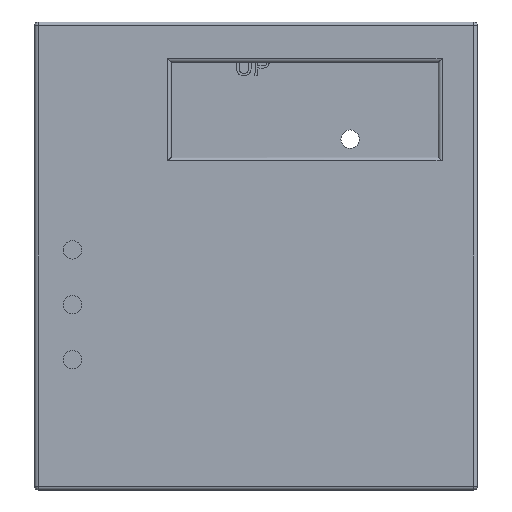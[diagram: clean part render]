
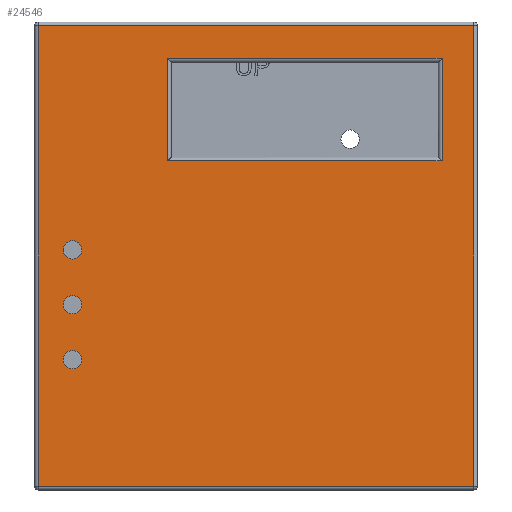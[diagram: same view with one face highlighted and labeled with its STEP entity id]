
A CAD part, front view. The second image highlights one B-rep face of the part: STEP entity #24546.
In plain terms, the highlighted planar face has unit normal (0, -1, 0).
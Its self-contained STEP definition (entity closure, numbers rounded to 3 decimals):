
#2206=FACE_BOUND('',#5159,.T.);
#2207=FACE_BOUND('',#5160,.T.);
#2208=FACE_BOUND('',#5161,.T.);
#2209=FACE_BOUND('',#5162,.T.);
#2372=CIRCLE('',#25344,2.5);
#2373=CIRCLE('',#25345,2.5);
#2374=CIRCLE('',#25346,2.5);
#3735=FACE_OUTER_BOUND('',#5158,.T.);
#5158=EDGE_LOOP('',(#22518,#22519,#22520,#22521));
#5159=EDGE_LOOP('',(#22522,#22523,#22524,#22525));
#5160=EDGE_LOOP('',(#22526));
#5161=EDGE_LOOP('',(#22527));
#5162=EDGE_LOOP('',(#22528));
#7249=LINE('',#48079,#9340);
#7252=LINE('',#48083,#9343);
#7257=LINE('',#48097,#9348);
#7259=LINE('',#48100,#9350);
#7267=LINE('',#48121,#9358);
#7268=LINE('',#48123,#9359);
#7269=LINE('',#48125,#9360);
#7270=LINE('',#48126,#9361);
#9340=VECTOR('',#28892,10.);
#9343=VECTOR('',#28897,10.);
#9348=VECTOR('',#28912,10.);
#9350=VECTOR('',#28916,10.);
#9358=VECTOR('',#28938,10.);
#9359=VECTOR('',#28939,10.);
#9360=VECTOR('',#28940,10.);
#9361=VECTOR('',#28941,10.);
#11751=VERTEX_POINT('',#48054);
#11754=VERTEX_POINT('',#48061);
#11755=VERTEX_POINT('',#48065);
#11760=VERTEX_POINT('',#48075);
#11769=VERTEX_POINT('',#48119);
#11770=VERTEX_POINT('',#48120);
#11771=VERTEX_POINT('',#48122);
#11772=VERTEX_POINT('',#48124);
#11773=VERTEX_POINT('',#48127);
#11774=VERTEX_POINT('',#48129);
#11775=VERTEX_POINT('',#48131);
#15350=EDGE_CURVE('',#11755,#11760,#7249,.T.);
#15353=EDGE_CURVE('',#11760,#11754,#7252,.T.);
#15360=EDGE_CURVE('',#11751,#11755,#7257,.T.);
#15362=EDGE_CURVE('',#11754,#11751,#7259,.T.);
#15372=EDGE_CURVE('',#11769,#11770,#7267,.T.);
#15373=EDGE_CURVE('',#11771,#11769,#7268,.T.);
#15374=EDGE_CURVE('',#11772,#11771,#7269,.T.);
#15375=EDGE_CURVE('',#11770,#11772,#7270,.T.);
#15376=EDGE_CURVE('',#11773,#11773,#2372,.T.);
#15377=EDGE_CURVE('',#11774,#11774,#2373,.T.);
#15378=EDGE_CURVE('',#11775,#11775,#2374,.T.);
#22518=ORIENTED_EDGE('',*,*,#15350,.F.);
#22519=ORIENTED_EDGE('',*,*,#15360,.F.);
#22520=ORIENTED_EDGE('',*,*,#15362,.F.);
#22521=ORIENTED_EDGE('',*,*,#15353,.F.);
#22522=ORIENTED_EDGE('',*,*,#15372,.F.);
#22523=ORIENTED_EDGE('',*,*,#15373,.F.);
#22524=ORIENTED_EDGE('',*,*,#15374,.F.);
#22525=ORIENTED_EDGE('',*,*,#15375,.F.);
#22526=ORIENTED_EDGE('',*,*,#15376,.T.);
#22527=ORIENTED_EDGE('',*,*,#15377,.T.);
#22528=ORIENTED_EDGE('',*,*,#15378,.T.);
#23238=PLANE('',#25343);
#24546=ADVANCED_FACE('',(#3735,#2206,#2207,#2208,#2209),#23238,.F.);
#25343=AXIS2_PLACEMENT_3D('',#48118,#28936,#28937);
#25344=AXIS2_PLACEMENT_3D('',#48128,#28942,#28943);
#25345=AXIS2_PLACEMENT_3D('',#48130,#28944,#28945);
#25346=AXIS2_PLACEMENT_3D('',#48132,#28946,#28947);
#28892=DIRECTION('',(1.,0.,0.));
#28897=DIRECTION('',(0.,0.,-1.));
#28912=DIRECTION('',(0.,0.,1.));
#28916=DIRECTION('',(-1.,0.,0.));
#28936=DIRECTION('center_axis',(0.,1.,0.));
#28937=DIRECTION('ref_axis',(1.,0.,0.));
#28938=DIRECTION('',(-1.,0.,0.));
#28939=DIRECTION('',(0.,0.,1.));
#28940=DIRECTION('',(1.,0.,0.));
#28941=DIRECTION('',(0.,0.,-1.));
#28942=DIRECTION('center_axis',(0.,1.,0.));
#28943=DIRECTION('ref_axis',(1.,0.,0.));
#28944=DIRECTION('center_axis',(0.,1.,0.));
#28945=DIRECTION('ref_axis',(1.,0.,0.));
#28946=DIRECTION('center_axis',(0.,1.,0.));
#28947=DIRECTION('ref_axis',(1.,0.,0.));
#48054=CARTESIAN_POINT('',(-72.934,0.,-48.032));
#48061=CARTESIAN_POINT('',(46.188,0.,-48.032));
#48065=CARTESIAN_POINT('',(-72.934,0.,77.968));
#48075=CARTESIAN_POINT('',(46.188,0.,77.968));
#48079=CARTESIAN_POINT('',(-43.653,0.,77.968));
#48083=CARTESIAN_POINT('',(46.188,0.,46.968));
#48097=CARTESIAN_POINT('',(-72.934,0.,-17.032));
#48100=CARTESIAN_POINT('',(16.908,0.,-48.032));
#48118=CARTESIAN_POINT('Origin',(-13.373,0.,14.968));
#48119=CARTESIAN_POINT('',(37.5,0.,69.));
#48120=CARTESIAN_POINT('',(-37.5,0.,69.));
#48121=CARTESIAN_POINT('',(-24.936,0.,69.));
#48122=CARTESIAN_POINT('',(37.5,0.,41.));
#48123=CARTESIAN_POINT('',(37.5,0.,41.484));
#48124=CARTESIAN_POINT('',(-37.5,0.,41.));
#48125=CARTESIAN_POINT('',(11.564,0.,41.));
#48126=CARTESIAN_POINT('',(-37.5,0.,28.484));
#48127=CARTESIAN_POINT('',(-66.049,0.,16.629));
#48128=CARTESIAN_POINT('Origin',(-63.549,0.,16.629));
#48129=CARTESIAN_POINT('',(-66.049,0.,1.629));
#48130=CARTESIAN_POINT('Origin',(-63.549,0.,1.629));
#48131=CARTESIAN_POINT('',(-66.049,0.,-13.371));
#48132=CARTESIAN_POINT('Origin',(-63.549,0.,-13.371));
